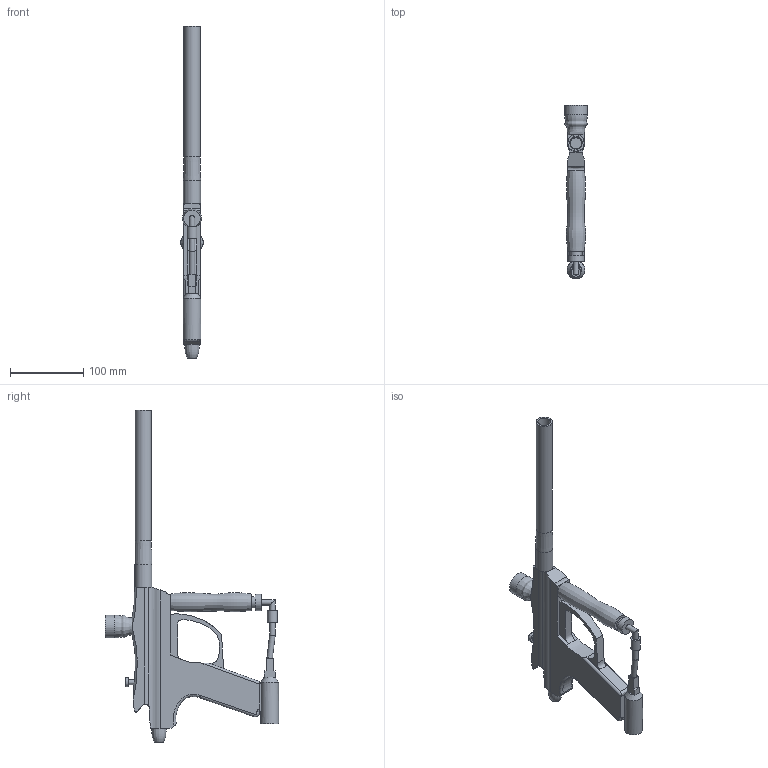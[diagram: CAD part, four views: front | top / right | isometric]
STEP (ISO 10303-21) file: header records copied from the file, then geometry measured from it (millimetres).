
FILE_DESCRIPTION(/* description */ (''),/* implementation_level */ '2;1');
FILE_NAME(/* name */ 'Marker.step',/* time_stamp */ '2021-02-25T01:03:57-05:00',/* author */ (''),/* organization */ (''),/* preprocessor_version */ 'ST-DEVELOPER v18.1',/* originating_system */ 'Autodesk Translation Framework v9.7.1.1290',/* authorisation */ '');
FILE_SCHEMA (('AUTOMOTIVE_DESIGN { 1 0 10303 214 3 1 1 }'));
Length unit declared in the file: inch
Products named in the file (3): Marker; Barrel; Delarin Bolt
Assembly tree (2 placements, depth 2):
  Marker
    Barrel
    Delarin Bolt
Bounding box: 30.98 x 237.19 x 454.72 mm (x, y, z)
Volume: 496342.9 mm3; surface area: 122284.2 mm2
Topology: 3 solids, 3 shells, 129 faces, 321 edges, 201 vertices
Faces by surface type: plane 70, bspline 29, cylinder 27, cone 2, torus 1
Full cylindrical faces by diameter (mm): 6.35 x1, 7.62 x4, 12.065 x1, 13.596 x1, 15.586 x1, 17.272 x1, 17.78 x1, 20.32 x1, 22.225 x1, 22.514 x1, 23.622 x1, 24.363 x1, 30.927 x1
Entity records: 6478 total; most frequent: CARTESIAN_POINT 3548, ORIENTED_EDGE 642, DIRECTION 519, EDGE_CURVE 321, VERTEX_POINT 201, AXIS2_PLACEMENT_3D 180, LINE 159, VECTOR 159
